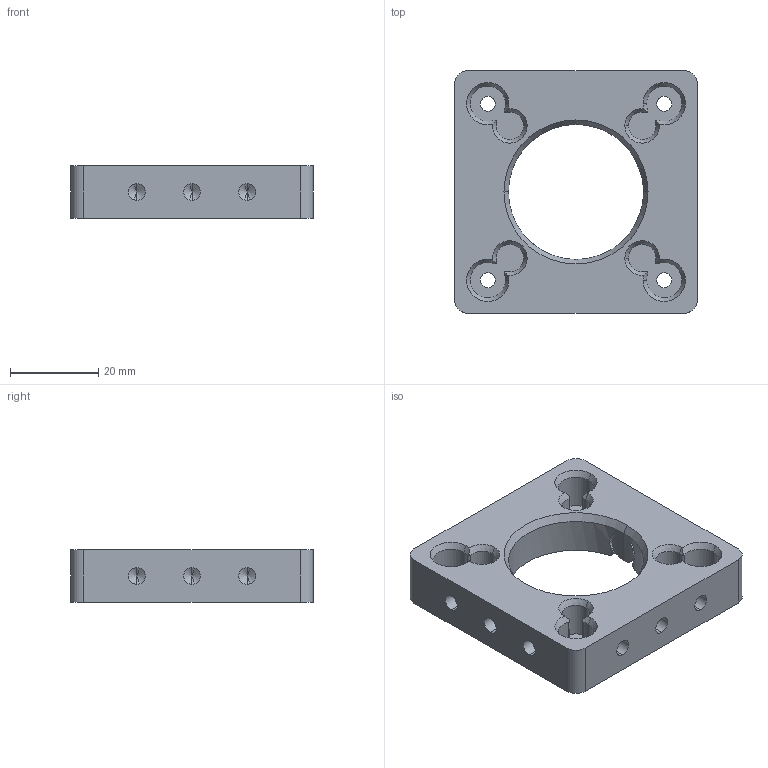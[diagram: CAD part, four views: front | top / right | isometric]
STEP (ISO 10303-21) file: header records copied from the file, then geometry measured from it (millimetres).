
FILE_DESCRIPTION (( 'STEP AP214' ), '1' );
FILE_NAME ('JAI-001-020-110_00.STEP', '2025-01-06T16:14:36', ( '' ), ( '' ), 'SwSTEP 2.0', 'SolidWorks 2022', '' );
FILE_SCHEMA (( 'AUTOMOTIVE_DESIGN' ));
Length unit declared in the file: millimetre
Products named in the file (1): JAI-001-020-110_00
Bounding box: 55 x 55 x 12 mm (x, y, z)
Volume: 22121.9 mm3; surface area: 10586.4 mm2
Topology: 1 solids, 1 shells, 164 faces, 411 edges, 245 vertices
Faces by surface type: cylinder 81, cone 68, plane 15
Entity records: 5024 total; most frequent: CARTESIAN_POINT 1072, DIRECTION 874, ORIENTED_EDGE 786, EDGE_CURVE 393, AXIS2_PLACEMENT_3D 357, VERTEX_POINT 245, CIRCLE 192, EDGE_LOOP 190
